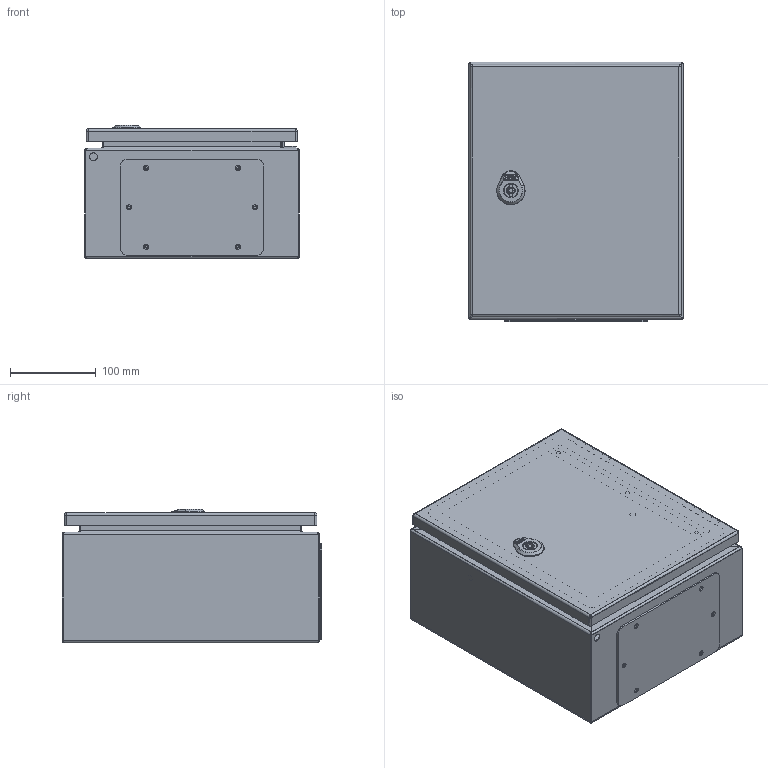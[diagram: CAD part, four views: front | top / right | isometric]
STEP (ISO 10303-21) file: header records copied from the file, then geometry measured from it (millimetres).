
FILE_DESCRIPTION(/* description */ (''),/* implementation_level */ '2;1');
FILE_NAME(/* name */ 'GN302515.stp',/* time_stamp */ '2020-04-21T10:20:06+02:00',/* author */ (''),/* organization */ (''),/* preprocessor_version */ 'ST-DEVELOPER v16.7',/* originating_system */ 'SIEMENS PLM Software NX 12.0',/* authorisation */ '');
FILE_SCHEMA (('AUTOMOTIVE_DESIGN { 1 0 10303 214 3 1 1 1 }'));
Products named in the file (8): CUERPO_302515; TAPA_167X112; 500.P001-02-BISAGRA CUERPO ARGENTA_stp; PUERTA_3025; CIE LI DB5 1P PA_PA 22X35; ALZADOR PLACAS ARGENTA; PL3025; GN302515_stp
Assembly tree (11 placements, depth 2):
  GN302515_stp
    PL3025
    ALZADOR PLACAS ARGENTA  x4
    CIE LI DB5 1P PA_PA 22X35
    PUERTA_3025
    500.P001-02-BISAGRA CUERPO ARGENTA_stp  x2
    TAPA_167X112
    CUERPO_302515
Bounding box: 250 x 303 x 155.65 mm (x, y, z)
Volume: 679200.4 mm3; surface area: 902177.7 mm2
Topology: 31 solids, 31 shells, 985 faces, 2406 edges, 1491 vertices
Faces by surface type: plane 464, cylinder 348, bspline 90, cone 35, torus 29, sphere 19
Full cylindrical faces by diameter (mm): 3 x14, 3.5 x6, 5 x3, 5.2 x8, 6 x6, 7 x5, 9 x13, 10 x1, 14 x1, 16.25 x1, 17 x4, 19.3 x1
Entity records: 63080 total; most frequent: CARTESIAN_POINT 40271, ORIENTED_EDGE 4224, DIRECTION 3998, EDGE_CURVE 2112, AXIS2_PLACEMENT_3D 1440, VERTEX_POINT 1336, LINE 1118, VECTOR 1118
